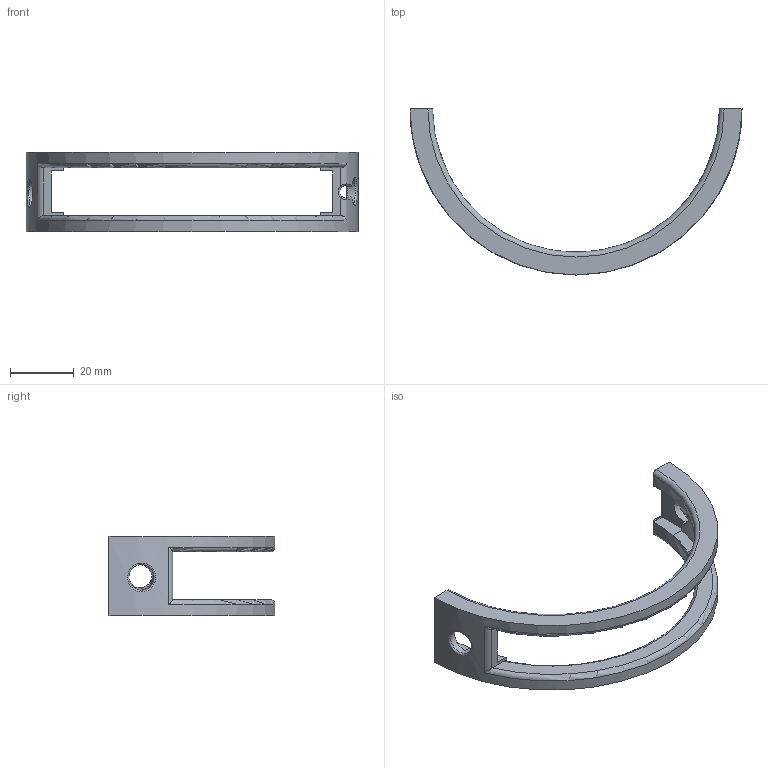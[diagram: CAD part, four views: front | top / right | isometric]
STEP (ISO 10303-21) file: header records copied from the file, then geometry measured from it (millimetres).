
FILE_DESCRIPTION(/* description */ (''),/* implementation_level */ '2;1');
FILE_NAME(/* name */ 'plates_mount_v2_half2.step',/* time_stamp */ '2024-04-15T20:26:19-04:00',/* author */ (''),/* organization */ (''),/* preprocessor_version */ 'ST-DEVELOPER v20',/* originating_system */ 'Autodesk Translation Framework v12.20.1.177',/* authorisation */ '');
FILE_SCHEMA (('AUTOMOTIVE_DESIGN { 1 0 10303 214 3 1 1 }'));
Length unit declared in the file: millimetre
Products named in the file (1): FusionComponent
Bounding box: 104.2 x 52.1 x 24.8 mm (x, y, z)
Volume: 12200.5 mm3; surface area: 8235.2 mm2
Topology: 1 solids, 1 shells, 58 faces, 174 edges, 112 vertices
Faces by surface type: plane 28, cylinder 13, bspline 8, torus 7, sphere 2
Full cylindrical faces by diameter (mm): 8 x1
Entity records: 2480 total; most frequent: CARTESIAN_POINT 913, ORIENTED_EDGE 344, DIRECTION 299, EDGE_CURVE 172, VERTEX_POINT 112, AXIS2_PLACEMENT_3D 111, LINE 77, VECTOR 77
